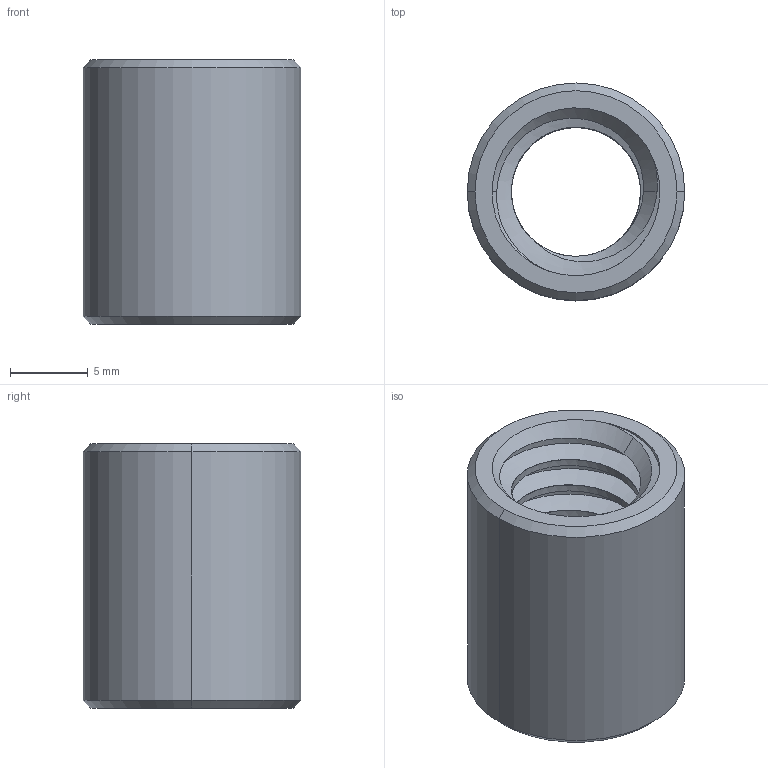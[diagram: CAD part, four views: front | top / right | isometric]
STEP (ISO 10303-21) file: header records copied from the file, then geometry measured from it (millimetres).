
FILE_DESCRIPTION(('STEP AP214'),'1');
FILE_NAME('cctmp_4C28DDD6-E64E-424D-ABFC-D0F786D9D9E6_2023_03_28_09_06_21_0352_238796..stp','2023-03-28T07:06:22',('igus GmbH'),('CADClick - www.CADClick.com'),'Spatial InterOp 3D',' ','unknown authorization');
FILE_SCHEMA(('AUTOMOTIVE_DESIGN'));
Length unit declared in the file: millimetre
Products named in the file (1): 2023_03_28_09_06_21_0336
Bounding box: 14 x 14 x 17 mm (x, y, z)
Volume: 1314.5 mm3; surface area: 1817.6 mm2
Topology: 1 solids, 1 shells, 52 faces, 152 edges, 102 vertices
Faces by surface type: cylinder 37, cone 10, bspline 3, plane 2
Entity records: 92143 total; most frequent: CARTESIAN_POINT 90484, ORIENTED_EDGE 304, DIRECTION 181, EDGE_CURVE 152, VERTEX_POINT 102, B_SPLINE_CURVE_WITH_KNOTS 90, AXIS2_PLACEMENT_3D 69, EDGE_LOOP 54
